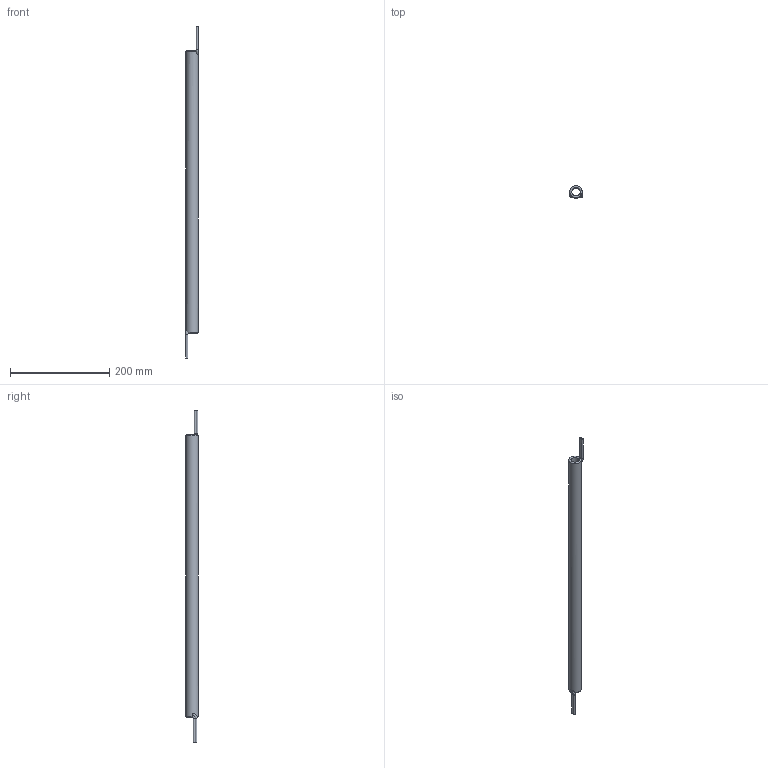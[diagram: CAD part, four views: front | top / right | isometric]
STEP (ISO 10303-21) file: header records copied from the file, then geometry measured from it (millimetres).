
FILE_DESCRIPTION(/* description */ ('STEP AP214'),/* implementation_level */ '2;1');
FILE_NAME(/* name */ '197619_PUN-4X075-S-15-DUO-BS',/* time_stamp */ '2024-09-13T20:37:48+02:00',/* author */ ('License CC BY-ND 4.0'),/* organization */ ('CADENAS'),/* preprocessor_version */ 'ST-DEVELOPER v19.3',/* originating_system */ 'PARTsolutions',/* authorisation */ ' ');
FILE_SCHEMA (('AUTOMOTIVE_DESIGN {1 0 10303 214 3 1 1}'));
Length unit declared in the file: millimetre
Products named in the file (1): 197619 PUN-4X0,75-S-1,5-DUO-BS---(668)
Bounding box: 25 x 24.99 x 668 mm (x, y, z)
Volume: 151202 mm3; surface area: 79436.5 mm2
Topology: 1 solids, 1 shells, 34 faces, 81 edges, 51 vertices
Faces by surface type: torus 16, cylinder 14, plane 4
Full cylindrical faces by diameter (mm): 2.6 x4, 17 x1, 25 x1
Entity records: 1222 total; most frequent: CARTESIAN_POINT 314, DIRECTION 136, ORIENTED_EDGE 118, AXIS2_PLACEMENT_3D 66, EDGE_CURVE 59, EDGE_LOOP 49, FACE_BOUND 49, VERTEX_POINT 42
